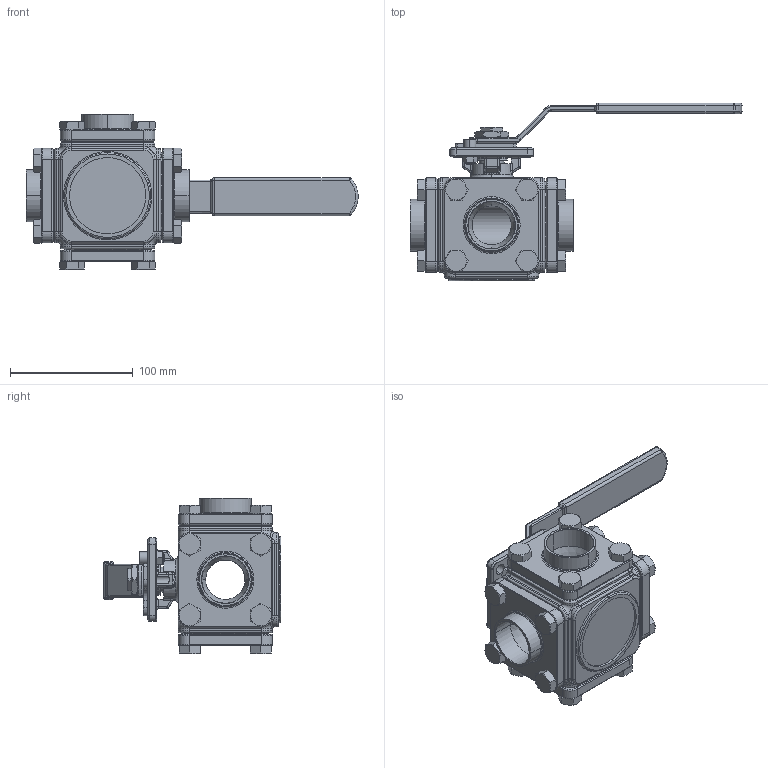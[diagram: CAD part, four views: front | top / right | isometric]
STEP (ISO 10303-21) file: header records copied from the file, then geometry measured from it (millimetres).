
FILE_DESCRIPTION (( 'STEP AP214' ), '1' );
FILE_NAME ('505T-032-3Way.STEP', '2017-10-03T01:05:13', ( '' ), ( '' ), 'SwSTEP 2.0', 'SolidWorks 2012', '' );
FILE_SCHEMA (( 'AUTOMOTIVE_DESIGN' ));
Length unit declared in the file: millimetre
Products named in the file (1): 505T-032-3Way
Bounding box: 270.43 x 144.71 x 127 mm (x, y, z)
Volume: 827134.6 mm3; surface area: 129008.1 mm2
Topology: 1 solids, 1 shells, 1051 faces, 2392 edges, 1373 vertices
Faces by surface type: cone 310, cylinder 289, plane 282, torus 124, bspline 30, sphere 16
Entity records: 32383 total; most frequent: CARTESIAN_POINT 9332, DIRECTION 4938, ORIENTED_EDGE 4768, EDGE_CURVE 2384, AXIS2_PLACEMENT_3D 2063, VERTEX_POINT 1373, EDGE_LOOP 1125, FACE_OUTER_BOUND 1051
